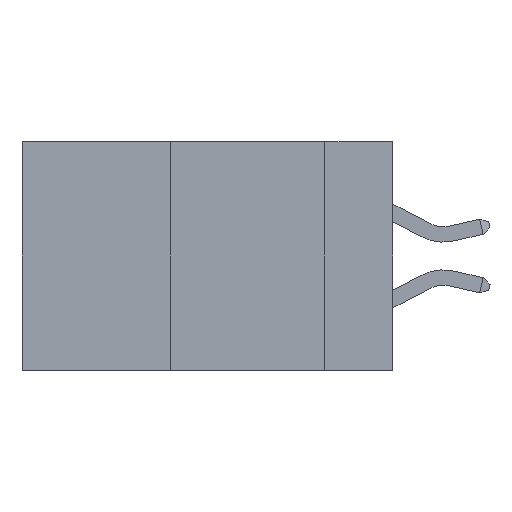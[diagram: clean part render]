
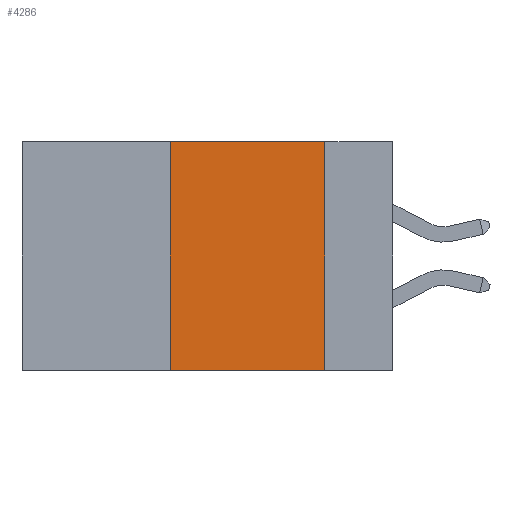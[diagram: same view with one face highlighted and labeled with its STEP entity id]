
A CAD part, left-side view. The second image highlights one B-rep face of the part: STEP entity #4286.
In plain terms, the highlighted planar face has unit normal (-1, 0, 0).
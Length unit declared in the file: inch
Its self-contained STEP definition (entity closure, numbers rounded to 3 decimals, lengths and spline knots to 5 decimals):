
#93 = LINE ( 'NONE', #1907, #20670 ) ;
#682 = CARTESIAN_POINT ( 'NONE',  ( 0., 0.11, 0. ) ) ;
#807 = ORIENTED_EDGE ( 'NONE', *, *, #17671, .F. ) ;
#1091 = VECTOR ( 'NONE', #2500, 39.37008 ) ;
#1907 = CARTESIAN_POINT ( 'NONE',  ( 0., 0.11, 0. ) ) ;
#2500 = DIRECTION ( 'NONE',  ( 0., -1., 0. ) ) ;
#4218 = EDGE_CURVE ( 'NONE', #16919, #10218, #93, .T. ) ;
#4286 = ADVANCED_FACE ( 'NONE', ( #6495 ), #26157, .F. ) ;
#6369 = VERTEX_POINT ( 'NONE', #11987 ) ;
#6495 = FACE_OUTER_BOUND ( 'NONE', #12946, .T. ) ;
#7507 = VECTOR ( 'NONE', #20532, 39.37008 ) ;
#8371 = CARTESIAN_POINT ( 'NONE',  ( 0., 0.36, 0. ) ) ;
#9361 = CARTESIAN_POINT ( 'NONE',  ( 0., 0.6, -0.37 ) ) ;
#9749 = CARTESIAN_POINT ( 'NONE',  ( 0., 0.36, 0. ) ) ;
#10185 = DIRECTION ( 'NONE',  ( 0., 0., -1. ) ) ;
#10218 = VERTEX_POINT ( 'NONE', #12534 ) ;
#10270 = CARTESIAN_POINT ( 'NONE',  ( 0., 0.6, 0. ) ) ;
#10813 = VECTOR ( 'NONE', #17800, 39.37008 ) ;
#11306 = DIRECTION ( 'NONE',  ( 0., 0., -1. ) ) ;
#11987 = CARTESIAN_POINT ( 'NONE',  ( 0., 0.36, -0.37 ) ) ;
#12534 = CARTESIAN_POINT ( 'NONE',  ( 0., 0.11, -0.37 ) ) ;
#12946 = EDGE_LOOP ( 'NONE', ( #21281, #807, #17663, #22503 ) ) ;
#13756 = AXIS2_PLACEMENT_3D ( 'NONE', #10270, #18822, #11306 ) ;
#15079 = EDGE_CURVE ( 'NONE', #6369, #10218, #22141, .T. ) ;
#15327 = LINE ( 'NONE', #18514, #1091 ) ;
#16919 = VERTEX_POINT ( 'NONE', #682 ) ;
#17470 = VERTEX_POINT ( 'NONE', #9749 ) ;
#17663 = ORIENTED_EDGE ( 'NONE', *, *, #25154, .F. ) ;
#17671 = EDGE_CURVE ( 'NONE', #17470, #16919, #15327, .T. ) ;
#17800 = DIRECTION ( 'NONE',  ( 0., -1., 0. ) ) ;
#18514 = CARTESIAN_POINT ( 'NONE',  ( 0., 0.6, 0. ) ) ;
#18822 = DIRECTION ( 'NONE',  ( 1., 0., 0. ) ) ;
#20532 = DIRECTION ( 'NONE',  ( 0., 0., 1. ) ) ;
#20670 = VECTOR ( 'NONE', #10185, 39.37008 ) ;
#20716 = LINE ( 'NONE', #8371, #7507 ) ;
#21281 = ORIENTED_EDGE ( 'NONE', *, *, #4218, .F. ) ;
#22141 = LINE ( 'NONE', #9361, #10813 ) ;
#22503 = ORIENTED_EDGE ( 'NONE', *, *, #15079, .T. ) ;
#25154 = EDGE_CURVE ( 'NONE', #6369, #17470, #20716, .T. ) ;
#26157 = PLANE ( 'NONE',  #13756 ) ;
